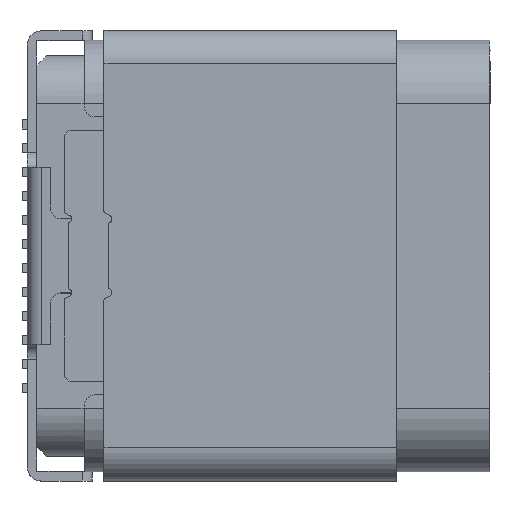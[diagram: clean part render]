
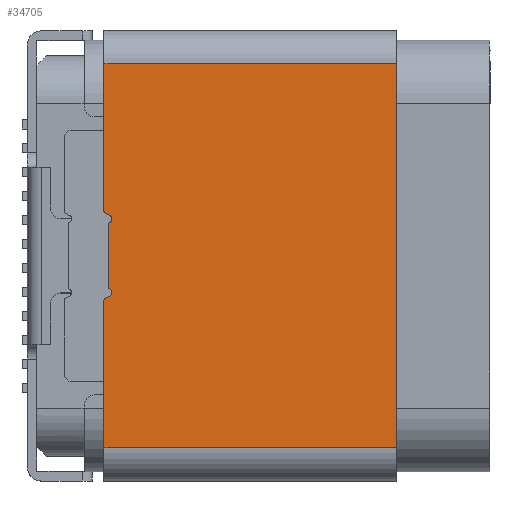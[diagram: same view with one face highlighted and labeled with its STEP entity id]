
A CAD part, top view. The second image highlights one B-rep face of the part: STEP entity #34705.
In plain terms, the highlighted planar face has unit normal (0, 0, 1).
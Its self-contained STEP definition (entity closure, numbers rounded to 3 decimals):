
#2316=FACE_OUTER_BOUND('',#4112,.T.);
#4112=EDGE_LOOP('',(#29495,#29496,#29497,#29498,#29499,#29500,#29501,#29502,
#29503,#29504,#29505,#29506));
#5247=CIRCLE('',#37158,0.038);
#5248=CIRCLE('',#37159,0.038);
#5249=CIRCLE('',#37160,0.096);
#5250=CIRCLE('',#37161,0.096);
#8514=LINE('',#54671,#12708);
#8518=LINE('',#54682,#12712);
#8519=LINE('',#54687,#12713);
#8520=LINE('',#54689,#12714);
#8521=LINE('',#54690,#12715);
#8522=LINE('',#54694,#12716);
#8523=LINE('',#54698,#12717);
#8524=LINE('',#54701,#12718);
#12708=VECTOR('',#44803,1000.);
#12712=VECTOR('',#44809,1000.);
#12713=VECTOR('',#44814,1000.);
#12714=VECTOR('',#44815,1000.);
#12715=VECTOR('',#44816,1000.);
#12716=VECTOR('',#44819,1000.);
#12717=VECTOR('',#44822,1000.);
#12718=VECTOR('',#44825,1000.);
#16260=VERTEX_POINT('',#54665);
#16261=VERTEX_POINT('',#54670);
#16262=VERTEX_POINT('',#54675);
#16263=VERTEX_POINT('',#54680);
#16264=VERTEX_POINT('',#54684);
#16265=VERTEX_POINT('',#54686);
#16266=VERTEX_POINT('',#54688);
#16267=VERTEX_POINT('',#54691);
#16268=VERTEX_POINT('',#54693);
#16269=VERTEX_POINT('',#54695);
#16270=VERTEX_POINT('',#54697);
#16271=VERTEX_POINT('',#54699);
#20823=EDGE_CURVE('',#16260,#16261,#8514,.T.);
#20828=EDGE_CURVE('',#16263,#16262,#8518,.T.);
#20829=EDGE_CURVE('',#16262,#16264,#5247,.T.);
#20830=EDGE_CURVE('',#16263,#16265,#8519,.T.);
#20831=EDGE_CURVE('',#16266,#16265,#8520,.T.);
#20832=EDGE_CURVE('',#16261,#16266,#8521,.T.);
#20833=EDGE_CURVE('',#16267,#16260,#5248,.T.);
#20834=EDGE_CURVE('',#16268,#16267,#8522,.T.);
#20835=EDGE_CURVE('',#16269,#16268,#5249,.T.);
#20836=EDGE_CURVE('',#16270,#16269,#8523,.T.);
#20837=EDGE_CURVE('',#16271,#16270,#5250,.T.);
#20838=EDGE_CURVE('',#16264,#16271,#8524,.T.);
#29495=ORIENTED_EDGE('',*,*,#20829,.F.);
#29496=ORIENTED_EDGE('',*,*,#20828,.F.);
#29497=ORIENTED_EDGE('',*,*,#20830,.T.);
#29498=ORIENTED_EDGE('',*,*,#20831,.F.);
#29499=ORIENTED_EDGE('',*,*,#20832,.F.);
#29500=ORIENTED_EDGE('',*,*,#20823,.F.);
#29501=ORIENTED_EDGE('',*,*,#20833,.F.);
#29502=ORIENTED_EDGE('',*,*,#20834,.F.);
#29503=ORIENTED_EDGE('',*,*,#20835,.F.);
#29504=ORIENTED_EDGE('',*,*,#20836,.F.);
#29505=ORIENTED_EDGE('',*,*,#20837,.F.);
#29506=ORIENTED_EDGE('',*,*,#20838,.F.);
#33037=PLANE('',#37157);
#34705=ADVANCED_FACE('',(#2316),#33037,.F.);
#37157=AXIS2_PLACEMENT_3D('',#54683,#44810,#44811);
#37158=AXIS2_PLACEMENT_3D('',#54685,#44812,#44813);
#37159=AXIS2_PLACEMENT_3D('',#54692,#44817,#44818);
#37160=AXIS2_PLACEMENT_3D('',#54696,#44820,#44821);
#37161=AXIS2_PLACEMENT_3D('',#54700,#44823,#44824);
#44803=DIRECTION('',(0.,1.,0.));
#44809=DIRECTION('',(0.,1.,0.));
#44810=DIRECTION('center_axis',(0.,0.,
-1.));
#44811=DIRECTION('ref_axis',(0.,-1.,0.));
#44812=DIRECTION('center_axis',(0.,0.,
-1.));
#44813=DIRECTION('ref_axis',(0.,1.,0.));
#44814=DIRECTION('',(1.,0.,0.));
#44815=DIRECTION('',(0.,-1.,0.));
#44816=DIRECTION('',(1.,0.,0.));
#44817=DIRECTION('center_axis',(0.,0.,
-1.));
#44818=DIRECTION('ref_axis',(0.,1.,0.));
#44819=DIRECTION('',(-0.909,0.417,0.));
#44820=DIRECTION('center_axis',(0.,0.,
1.));
#44821=DIRECTION('ref_axis',(0.,1.,0.));
#44822=DIRECTION('',(0.,1.,0.));
#44823=DIRECTION('center_axis',(0.,0.,
1.));
#44824=DIRECTION('ref_axis',(0.,1.,0.));
#44825=DIRECTION('',(0.909,0.417,0.));
#54665=CARTESIAN_POINT('',(-3.225,0.927,3.46));
#54670=CARTESIAN_POINT('',(-3.225,4.,3.46));
#54671=CARTESIAN_POINT('',(-3.225,0.,3.46));
#54675=CARTESIAN_POINT('',(-3.225,-0.927,3.46));
#54680=CARTESIAN_POINT('',(-3.225,-4.,3.46));
#54682=CARTESIAN_POINT('',(-3.225,0.,3.46));
#54683=CARTESIAN_POINT('Origin',(4.825,0.,3.46));
#54684=CARTESIAN_POINT('',(-3.203,-0.892,3.46));
#54685=CARTESIAN_POINT('Origin',(-3.187,-0.927,3.46));
#54686=CARTESIAN_POINT('',(2.875,-4.,3.46));
#54687=CARTESIAN_POINT('',(2.875,-4.,3.46));
#54688=CARTESIAN_POINT('',(2.875,4.,3.46));
#54689=CARTESIAN_POINT('',(2.875,0.,3.46));
#54690=CARTESIAN_POINT('',(2.875,4.,3.46));
#54691=CARTESIAN_POINT('',(-3.203,0.892,3.46));
#54692=CARTESIAN_POINT('Origin',(-3.187,0.927,3.46));
#54693=CARTESIAN_POINT('',(-3.123,0.856,3.46));
#54694=CARTESIAN_POINT('',(3.765,-2.308,3.46));
#54695=CARTESIAN_POINT('',(-3.123,0.68,3.46));
#54696=CARTESIAN_POINT('Origin',(-3.163,0.768,3.46));
#54697=CARTESIAN_POINT('',(-3.123,-0.68,3.46));
#54698=CARTESIAN_POINT('',(-3.123,0.,3.46));
#54699=CARTESIAN_POINT('',(-3.123,-0.856,3.46));
#54700=CARTESIAN_POINT('Origin',(-3.163,-0.768,3.46));
#54701=CARTESIAN_POINT('',(3.765,2.308,3.46));
